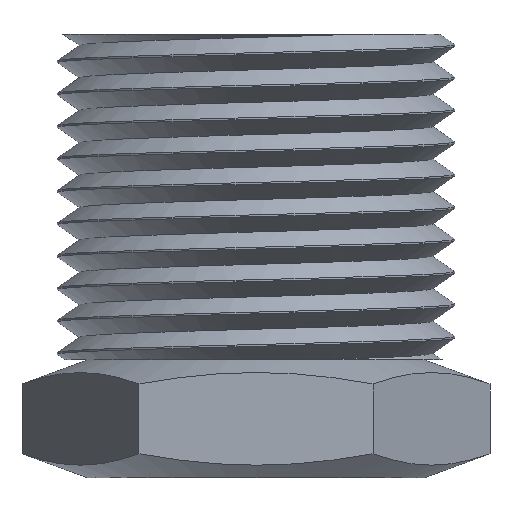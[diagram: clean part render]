
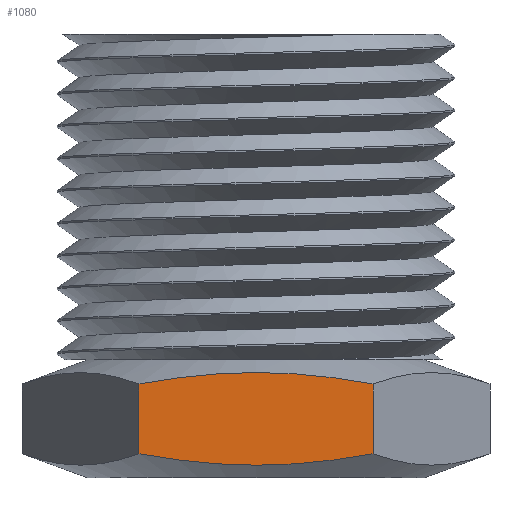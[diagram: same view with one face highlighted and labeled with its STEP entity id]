
A CAD part, front view. The second image highlights one B-rep face of the part: STEP entity #1080.
In plain terms, the highlighted planar face has unit normal (0, -1, 0).
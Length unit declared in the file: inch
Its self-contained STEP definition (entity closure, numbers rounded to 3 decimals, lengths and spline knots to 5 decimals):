
#109 = CARTESIAN_POINT ( 'NONE',  ( -0.19846, -0.34375, 0.15926 ) ) ;
#226 = VERTEX_POINT ( 'NONE', #1358 ) ;
#368 = CARTESIAN_POINT ( 'NONE',  ( 0.19846, -0.34375, 0.04074 ) ) ;
#458 = FACE_OUTER_BOUND ( 'NONE', #1697, .T. ) ;
#500 = DIRECTION ( 'NONE',  ( 0., 0., -1. ) ) ;
#534 = CARTESIAN_POINT ( 'NONE',  ( -0.13229, -0.34375, 0.17017 ) ) ;
#592 = CARTESIAN_POINT ( 'NONE',  ( 0.13251, -0.34375, 0.02986 ) ) ;
#698 = ORIENTED_EDGE ( 'NONE', *, *, #1287, .F. ) ;
#726 = CARTESIAN_POINT ( 'NONE',  ( -0.19846, -0.34375, 0.04074 ) ) ;
#764 = CARTESIAN_POINT ( 'NONE',  ( -0.0328, -0.34375, 0.17863 ) ) ;
#810 = DIRECTION ( 'NONE',  ( 0., 0., -1. ) ) ;
#825 = CARTESIAN_POINT ( 'NONE',  ( 0.0334, -0.34375, 0.02139 ) ) ;
#873 = CARTESIAN_POINT ( 'NONE',  ( 0.19846, -0.34375, 0.15926 ) ) ;
#950 = CARTESIAN_POINT ( 'NONE',  ( -0.19846, -0.34375, 0.2 ) ) ;
#992 = CARTESIAN_POINT ( 'NONE',  ( 0.06646, -0.34375, 0.17682 ) ) ;
#1049 = CARTESIAN_POINT ( 'NONE',  ( -0.06594, -0.34375, 0.02313 ) ) ;
#1068 = ORIENTED_EDGE ( 'NONE', *, *, #2593, .F. ) ;
#1080 = ADVANCED_FACE ( 'NONE', ( #458 ), #1649, .F. ) ;
#1119 = LINE ( 'NONE', #950, #2135 ) ;
#1133 = EDGE_CURVE ( 'NONE', #226, #1452, #1807, .T. ) ;
#1207 = CARTESIAN_POINT ( 'NONE',  ( 0.16552, -0.34375, 0.16526 ) ) ;
#1235 = VECTOR ( 'NONE', #810, 39.37008 ) ;
#1264 = CARTESIAN_POINT ( 'NONE',  ( -0.16556, -0.34375, 0.03475 ) ) ;
#1270 = DIRECTION ( 'NONE',  ( 0., 1., 0. ) ) ;
#1287 = EDGE_CURVE ( 'NONE', #2660, #1719, #2661, .T. ) ;
#1333 = AXIS2_PLACEMENT_3D ( 'NONE', #2476, #1270, #2654 ) ;
#1358 = CARTESIAN_POINT ( 'NONE',  ( -0.19846, -0.34375, 0.15926 ) ) ;
#1452 = VERTEX_POINT ( 'NONE', #873 ) ;
#1457 = CARTESIAN_POINT ( 'NONE',  ( 0.19846, -0.34375, 0.04074 ) ) ;
#1513 = ORIENTED_EDGE ( 'NONE', *, *, #1133, .F. ) ;
#1649 = PLANE ( 'NONE',  #1333 ) ;
#1653 = CARTESIAN_POINT ( 'NONE',  ( 0.16552, -0.34375, 0.03474 ) ) ;
#1697 = EDGE_LOOP ( 'NONE', ( #698, #1068, #1513, #2306 ) ) ;
#1719 = VERTEX_POINT ( 'NONE', #726 ) ;
#1738 = EDGE_CURVE ( 'NONE', #226, #1719, #1119, .T. ) ;
#1797 = CARTESIAN_POINT ( 'NONE',  ( -0.16556, -0.34375, 0.16525 ) ) ;
#1807 = B_SPLINE_CURVE_WITH_KNOTS ( 'NONE', 3,
 ( #109, #1797, #534, #2007, #764, #2214, #992, #2420, #1207, #2604 ),
 .UNSPECIFIED., .F., .F.,
 ( 4, 2, 2, 2, 4 ),
 ( 0.00853, 0.01107, 0.01361, 0.01616, 0.0187 ),
 .UNSPECIFIED. ) ;
#2007 = CARTESIAN_POINT ( 'NONE',  ( -0.06594, -0.34375, 0.17687 ) ) ;
#2047 = CARTESIAN_POINT ( 'NONE',  ( 0.19846, -0.34375, 0.2 ) ) ;
#2061 = CARTESIAN_POINT ( 'NONE',  ( 0.06646, -0.34375, 0.02318 ) ) ;
#2135 = VECTOR ( 'NONE', #500, 39.37008 ) ;
#2214 = CARTESIAN_POINT ( 'NONE',  ( 0.0334, -0.34375, 0.17861 ) ) ;
#2241 = LINE ( 'NONE', #2047, #1235 ) ;
#2264 = CARTESIAN_POINT ( 'NONE',  ( -0.0328, -0.34375, 0.02137 ) ) ;
#2306 = ORIENTED_EDGE ( 'NONE', *, *, #1738, .T. ) ;
#2420 = CARTESIAN_POINT ( 'NONE',  ( 0.13251, -0.34375, 0.17014 ) ) ;
#2473 = CARTESIAN_POINT ( 'NONE',  ( -0.13229, -0.34375, 0.02983 ) ) ;
#2476 = CARTESIAN_POINT ( 'NONE',  ( -0.19846, -0.34375, 0.2 ) ) ;
#2593 = EDGE_CURVE ( 'NONE', #1452, #2660, #2241, .T. ) ;
#2604 = CARTESIAN_POINT ( 'NONE',  ( 0.19846, -0.34375, 0.15926 ) ) ;
#2649 = CARTESIAN_POINT ( 'NONE',  ( -0.19846, -0.34375, 0.04074 ) ) ;
#2654 = DIRECTION ( 'NONE',  ( -1., 0., 0. ) ) ;
#2660 = VERTEX_POINT ( 'NONE', #368 ) ;
#2661 = B_SPLINE_CURVE_WITH_KNOTS ( 'NONE', 3,
 ( #1457, #1653, #592, #2061, #825, #2264, #1049, #2473, #1264, #2649 ),
 .UNSPECIFIED., .F., .F.,
 ( 4, 2, 2, 2, 4 ),
 ( 0.01843, 0.02096, 0.0235, 0.02604, 0.02857 ),
 .UNSPECIFIED. ) ;
